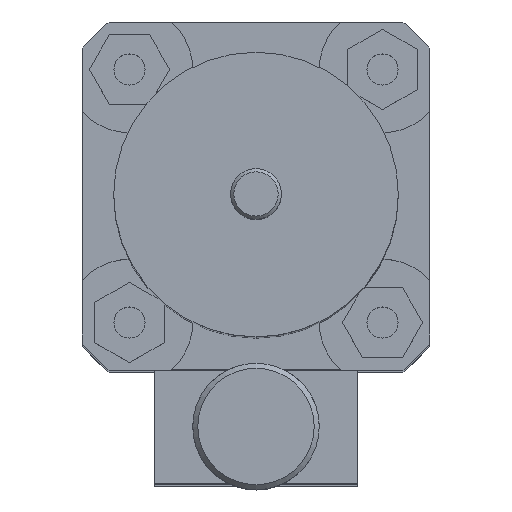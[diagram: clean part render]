
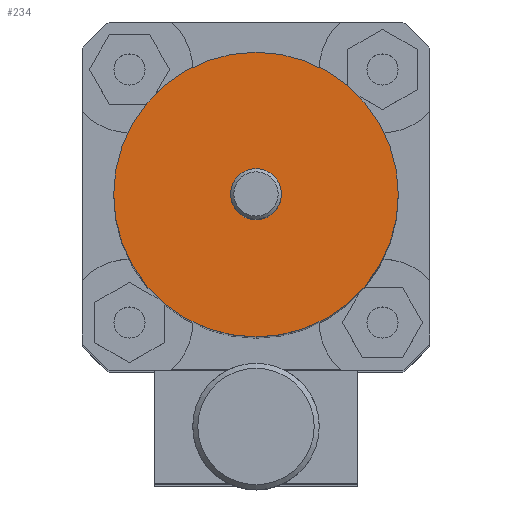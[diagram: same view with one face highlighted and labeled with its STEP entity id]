
A CAD part, top view. The second image highlights one B-rep face of the part: STEP entity #234.
In plain terms, the highlighted planar face has unit normal (0, 0, 1).
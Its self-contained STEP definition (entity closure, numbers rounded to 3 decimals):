
#200=CARTESIAN_POINT('',(0.0,-22.5,335.));
#201=VERTEX_POINT('',#200);
#202=CARTESIAN_POINT('',(0.0,0.,335.));
#203=DIRECTION('',(0.0,0.0,1.0));
#204=DIRECTION('',(0.0,-1.0,0.0));
#205=AXIS2_PLACEMENT_3D('',#202,#203,#204);
#206=CIRCLE('',#205,22.5);
#207=EDGE_CURVE('',#201,#201,#206,.T.);
#215=CARTESIAN_POINT('',(0.0,-13.25,335.));
#216=DIRECTION('',(0.0,0.0,1.0));
#217=DIRECTION('',(1.0,0.0,0.0));
#218=AXIS2_PLACEMENT_3D('',#215,#216,#217);
#219=PLANE('',#218);
#220=ORIENTED_EDGE('',*,*,#207,.T.);
#221=EDGE_LOOP('',(#220));
#222=FACE_OUTER_BOUND('',#221,.T.);
#223=CARTESIAN_POINT('',(0.0,-4.,335.));
#224=VERTEX_POINT('',#223);
#225=CARTESIAN_POINT('',(0.0,0.,335.));
#226=DIRECTION('',(0.0,0.0,1.0));
#227=DIRECTION('',(0.0,-1.0,0.0));
#228=AXIS2_PLACEMENT_3D('',#225,#226,#227);
#229=CIRCLE('',#228,4.);
#230=EDGE_CURVE('',#224,#224,#229,.T.);
#231=ORIENTED_EDGE('',*,*,#230,.F.);
#232=EDGE_LOOP('',(#231));
#233=FACE_BOUND('',#232,.T.);
#234=ADVANCED_FACE('',(#222,#233),#219,.T.);
